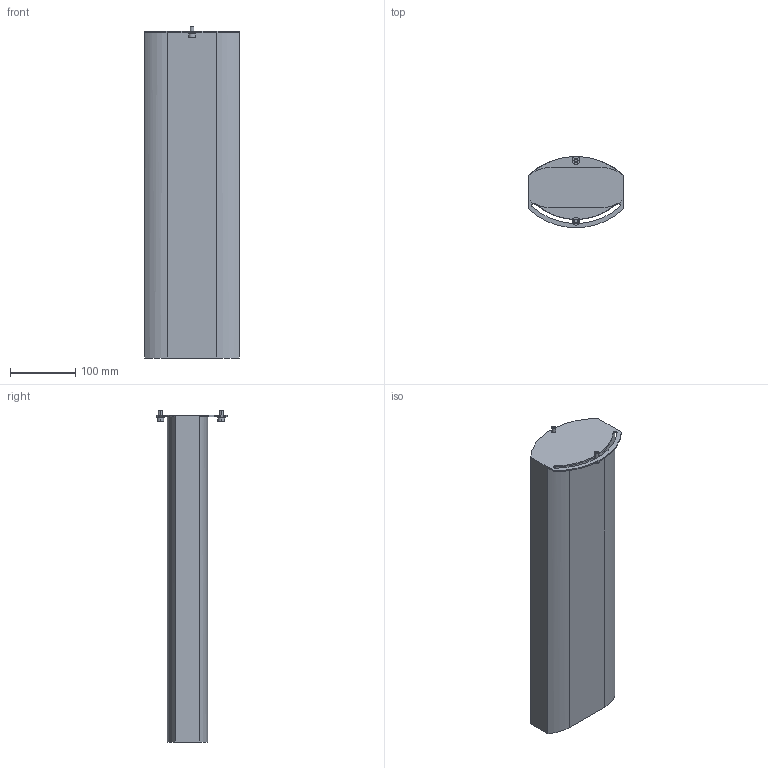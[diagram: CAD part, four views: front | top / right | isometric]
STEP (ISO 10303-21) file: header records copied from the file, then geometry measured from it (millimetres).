
FILE_DESCRIPTION (( 'STEP AP214' ), '1' );
FILE_NAME ('6530451', '2019-01-31T12:12:14', ( '' ), ('JUGARD+KÜNSTNER GmbH'), 'SwSTEP 2.0', 'SolidWorks 2017', '' );
FILE_SCHEMA (( 'AUTOMOTIVE_DESIGN' ));
Length unit declared in the file: millimetre
Products named in the file (6): Kopie von 7250715_2^6530451; Kopie von 7250355^6530451; 6530451_CNAJF00; Kopie von 6530451^6530451; Kopie von 7250355_2^6530451; Kopie von 7250715^6530451
Assembly tree (5 placements, depth 2):
  6530451_CNAJF00
    Kopie von 6530451^6530451
    Kopie von 7250715^6530451
    Kopie von 7250355^6530451
    Kopie von 7250715_2^6530451
    Kopie von 7250355_2^6530451
Bounding box: 145 x 108.62 x 507.4 mm (x, y, z)
Volume: 4193645 mm3; surface area: 214335.1 mm2
Topology: 5 solids, 5 shells, 76 faces, 181 edges, 114 vertices
Faces by surface type: plane 35, cylinder 29, cone 8, bspline 4
Entity records: 2692 total; most frequent: CARTESIAN_POINT 531, DIRECTION 403, ORIENTED_EDGE 354, EDGE_CURVE 177, AXIS2_PLACEMENT_3D 162, VERTEX_POINT 114, EDGE_LOOP 87, CIRCLE 82
